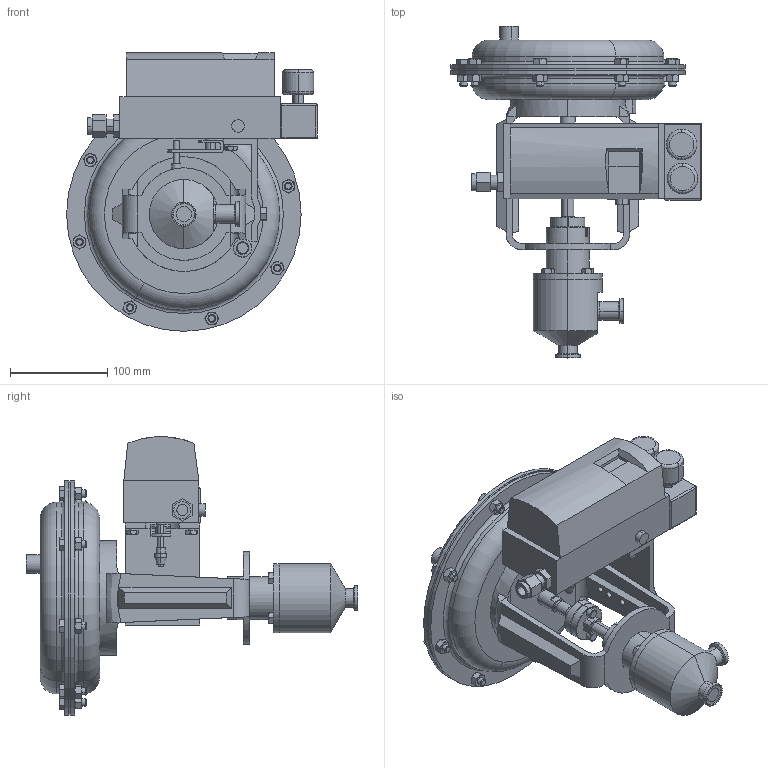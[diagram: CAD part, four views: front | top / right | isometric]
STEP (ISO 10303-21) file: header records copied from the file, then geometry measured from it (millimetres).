
FILE_DESCRIPTION (( 'STEP AP203' ), '1' );
FILE_NAME ('978ESP-075-JD-35M-16IQ.STEP', '2017-06-12T13:19:48', ( '' ), ( '' ), 'SwSTEP 2.0', 'SolidWorks 2014', '' );
FILE_SCHEMA (( 'CONFIG_CONTROL_DESIGN' ));
Length unit declared in the file: inch
Products named in the file (2): 978ESP-075-JD-35M-16IQ
Bounding box: 258.03 x 341.54 x 286.74 mm (x, y, z)
Volume: 3984083.3 mm3; surface area: 362087.1 mm2
Topology: 2 solids, 4 shells, 836 faces, 1937 edges, 1192 vertices
Faces by surface type: plane 377, cone 253, cylinder 178, torus 22, bspline 4, sphere 2
Entity records: 25364 total; most frequent: CARTESIAN_POINT 6618, ORIENTED_EDGE 3866, DIRECTION 3829, EDGE_CURVE 1933, AXIS2_PLACEMENT_3D 1497, VERTEX_POINT 1192, EDGE_LOOP 929, FACE_OUTER_BOUND 836
